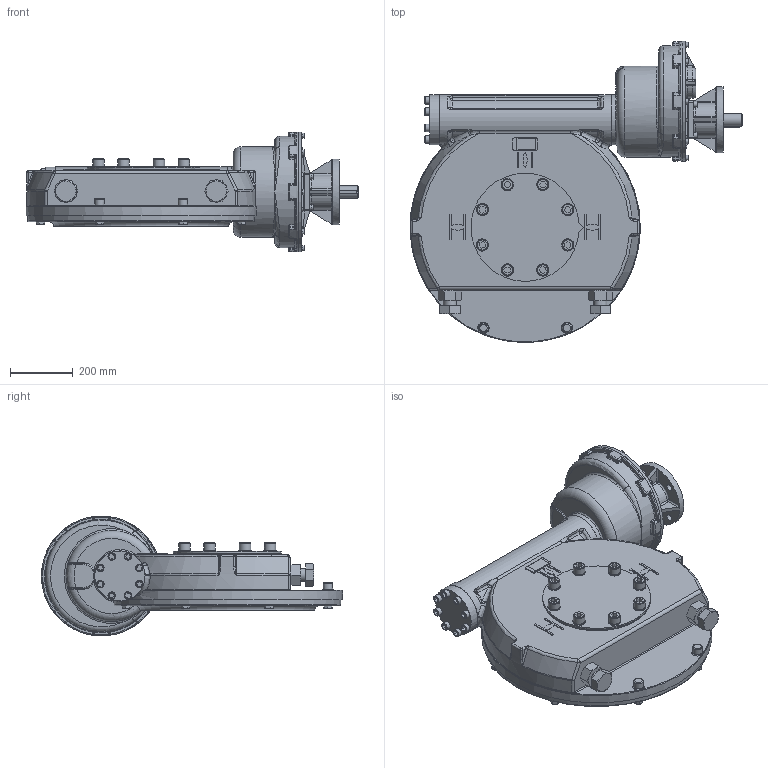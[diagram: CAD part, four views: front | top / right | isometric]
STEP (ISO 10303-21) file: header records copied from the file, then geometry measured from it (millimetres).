
FILE_DESCRIPTION(/* description */ ('Unknown'),/* implementation_level */ '2;1');
FILE_NAME(/* name */ 'PUB-IW10FBIR3-2-F16-F40',/* time_stamp */ '2016-07-07T12:08:23+01:00',/* author */ ('Unknown'),/* organization */ ('Unknown'),/* preprocessor_version */ 'ST-DEVELOPER v16',/* originating_system */ 'DEX',/* authorisation */ $);
FILE_SCHEMA (('AP203_CONFIGURATION_CONTROLLED_3D_DESIGN_OF_MECHANICAL_PARTS_AND_ASSEMBLIES_MIM_LF { 1 0 10303 203 3 1 4 }','AUTOMOTIVE_DESIGN {1 0 10303 214 3 1 1}'));
Products named in the file (1): PUB-IW10FBIR3-2-F16-F40
Bounding box: 1058.98 x 960.4 x 382 mm (x, y, z)
Surface area: 2371702.1 mm2 (no closed solid volume)
Topology: 0 solids, 84 shells, 1192 faces, 3122 edges, 1948 vertices
Faces by surface type: plane 510, cylinder 252, bspline 138, cone 122, torus 110, sphere 60
Full cylindrical faces by diameter (mm): 16 x8, 17 x8, 18 x4, 20.5 x4, 24 x8, 30 x2, 31.67 x8, 36.39 x8, 39 x8, 40 x1, 42 x2, 130 x1, 160 x2, 210 x1, 250 x1, 290 x1, 340 x1, 356 x1, 382 x2
Entity records: 53519 total; most frequent: CARTESIAN_POINT 25543, DIRECTION 5354, ORIENTED_EDGE 5288, EDGE_CURVE 2872, AXIS2_PLACEMENT_3D 2095, VERTEX_POINT 1889, EDGE_LOOP 1470, FACE_BOUND 1470
